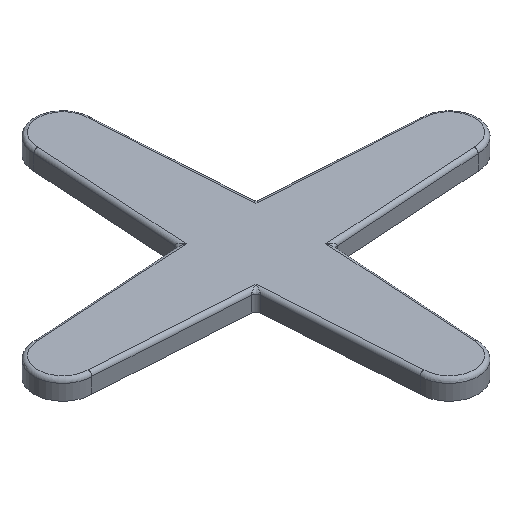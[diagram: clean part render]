
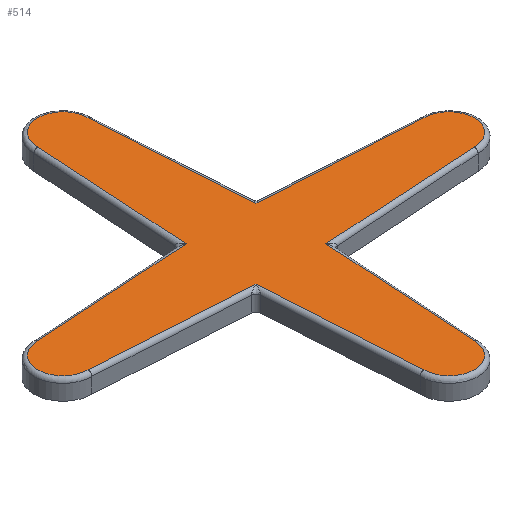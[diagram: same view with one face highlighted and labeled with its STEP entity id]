
A CAD part, isometric view. The second image highlights one B-rep face of the part: STEP entity #514.
In plain terms, the highlighted planar face has unit normal (0, 0, 1).
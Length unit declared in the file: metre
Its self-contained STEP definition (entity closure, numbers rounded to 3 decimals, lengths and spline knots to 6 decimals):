
#44=CIRCLE('',#570,0.013);
#45=CIRCLE('',#571,0.013);
#46=CIRCLE('',#572,0.013);
#47=CIRCLE('',#573,0.013);
#120=ORIENTED_EDGE('',*,*,#264,.T.);
#121=ORIENTED_EDGE('',*,*,#265,.T.);
#122=ORIENTED_EDGE('',*,*,#266,.T.);
#123=ORIENTED_EDGE('',*,*,#267,.T.);
#124=ORIENTED_EDGE('',*,*,#268,.T.);
#125=ORIENTED_EDGE('',*,*,#269,.T.);
#126=ORIENTED_EDGE('',*,*,#270,.T.);
#127=ORIENTED_EDGE('',*,*,#271,.T.);
#128=ORIENTED_EDGE('',*,*,#272,.T.);
#129=ORIENTED_EDGE('',*,*,#273,.T.);
#130=ORIENTED_EDGE('',*,*,#274,.T.);
#131=ORIENTED_EDGE('',*,*,#275,.T.);
#264=EDGE_CURVE('',#332,#333,#376,.F.);
#265=EDGE_CURVE('',#333,#334,#44,.T.);
#266=EDGE_CURVE('',#334,#335,#377,.T.);
#267=EDGE_CURVE('',#335,#336,#378,.T.);
#268=EDGE_CURVE('',#336,#337,#45,.T.);
#269=EDGE_CURVE('',#337,#338,#379,.F.);
#270=EDGE_CURVE('',#338,#339,#380,.F.);
#271=EDGE_CURVE('',#339,#340,#46,.T.);
#272=EDGE_CURVE('',#340,#341,#381,.T.);
#273=EDGE_CURVE('',#341,#342,#382,.T.);
#274=EDGE_CURVE('',#342,#343,#47,.T.);
#275=EDGE_CURVE('',#343,#332,#383,.F.);
#332=VERTEX_POINT('',#852);
#333=VERTEX_POINT('',#853);
#334=VERTEX_POINT('',#855);
#335=VERTEX_POINT('',#857);
#336=VERTEX_POINT('',#859);
#337=VERTEX_POINT('',#861);
#338=VERTEX_POINT('',#863);
#339=VERTEX_POINT('',#865);
#340=VERTEX_POINT('',#867);
#341=VERTEX_POINT('',#869);
#342=VERTEX_POINT('',#871);
#343=VERTEX_POINT('',#873);
#376=LINE('',#851,#416);
#377=LINE('',#856,#417);
#378=LINE('',#858,#418);
#379=LINE('',#862,#419);
#380=LINE('',#864,#420);
#381=LINE('',#868,#421);
#382=LINE('',#870,#422);
#383=LINE('',#874,#423);
#416=VECTOR('',#683,1.);
#417=VECTOR('',#686,1.);
#418=VECTOR('',#687,1.);
#419=VECTOR('',#690,1.);
#420=VECTOR('',#691,1.);
#421=VECTOR('',#694,1.);
#422=VECTOR('',#695,1.);
#423=VECTOR('',#698,1.);
#436=EDGE_LOOP('',(#120,#121,#122,#123,#124,#125,#126,#127,#128,#129,#130,
#131));
#470=FACE_BOUND('',#436,.T.);
#500=PLANE('',#569);
#514=ADVANCED_FACE('',(#470),#500,.T.);
#569=AXIS2_PLACEMENT_3D('',#850,#681,#682);
#570=AXIS2_PLACEMENT_3D('',#854,#684,#685);
#571=AXIS2_PLACEMENT_3D('',#860,#688,#689);
#572=AXIS2_PLACEMENT_3D('',#866,#692,#693);
#573=AXIS2_PLACEMENT_3D('',#872,#696,#697);
#681=DIRECTION('',(0.,0.,1.));
#682=DIRECTION('',(1.,0.,0.));
#683=DIRECTION('',(0.062,-0.998,0.));
#684=DIRECTION('',(0.,0.,1.));
#685=DIRECTION('',(1.,0.,0.));
#686=DIRECTION('',(-0.062,-0.998,0.));
#687=DIRECTION('',(-0.998,-0.062,0.));
#688=DIRECTION('',(0.,0.,1.));
#689=DIRECTION('',(1.,0.,0.));
#690=DIRECTION('',(-0.998,0.062,0.));
#691=DIRECTION('',(-0.062,0.998,0.));
#692=DIRECTION('',(0.,0.,1.));
#693=DIRECTION('',(1.,0.,0.));
#694=DIRECTION('',(0.062,0.998,0.));
#695=DIRECTION('',(0.998,0.062,0.));
#696=DIRECTION('',(0.,0.,1.));
#697=DIRECTION('',(1.,0.,0.));
#698=DIRECTION('',(0.998,-0.062,0.));
#850=CARTESIAN_POINT('',(0.,-0.001985,0.01));
#851=CARTESIAN_POINT('',(0.019295,-0.000779,0.01));
#852=CARTESIAN_POINT('',(0.018114,0.018114,0.01));
#853=CARTESIAN_POINT('',(0.013,0.09994,0.01));
#854=CARTESIAN_POINT('',(0.,0.1,0.01));
#855=CARTESIAN_POINT('',(-0.013,0.09994,0.01));
#856=CARTESIAN_POINT('',(-0.018004,0.019875,0.01));
#857=CARTESIAN_POINT('',(-0.018114,0.018114,0.01));
#858=CARTESIAN_POINT('',(-0.099875,0.013004,0.01));
#859=CARTESIAN_POINT('',(-0.09994,0.013,0.01));
#860=CARTESIAN_POINT('',(-0.1,0.,0.01));
#861=CARTESIAN_POINT('',(-0.09994,-0.013,0.01));
#862=CARTESIAN_POINT('',(-0.001075,-0.019179,0.01));
#863=CARTESIAN_POINT('',(-0.018114,-0.018114,0.01));
#864=CARTESIAN_POINT('',(-0.019048,-0.003175,0.01));
#865=CARTESIAN_POINT('',(-0.013,-0.09994,0.01));
#866=CARTESIAN_POINT('',(0.,-0.1,0.01));
#867=CARTESIAN_POINT('',(0.013,-0.09994,0.01));
#868=CARTESIAN_POINT('',(0.018004,-0.019875,0.01));
#869=CARTESIAN_POINT('',(0.018114,-0.018114,0.01));
#870=CARTESIAN_POINT('',(0.099875,-0.013004,0.01));
#871=CARTESIAN_POINT('',(0.09994,-0.013,0.01));
#872=CARTESIAN_POINT('',(0.1,0.,0.01));
#873=CARTESIAN_POINT('',(0.09994,0.013,0.01));
#874=CARTESIAN_POINT('',(0.001322,0.019163,0.01));
